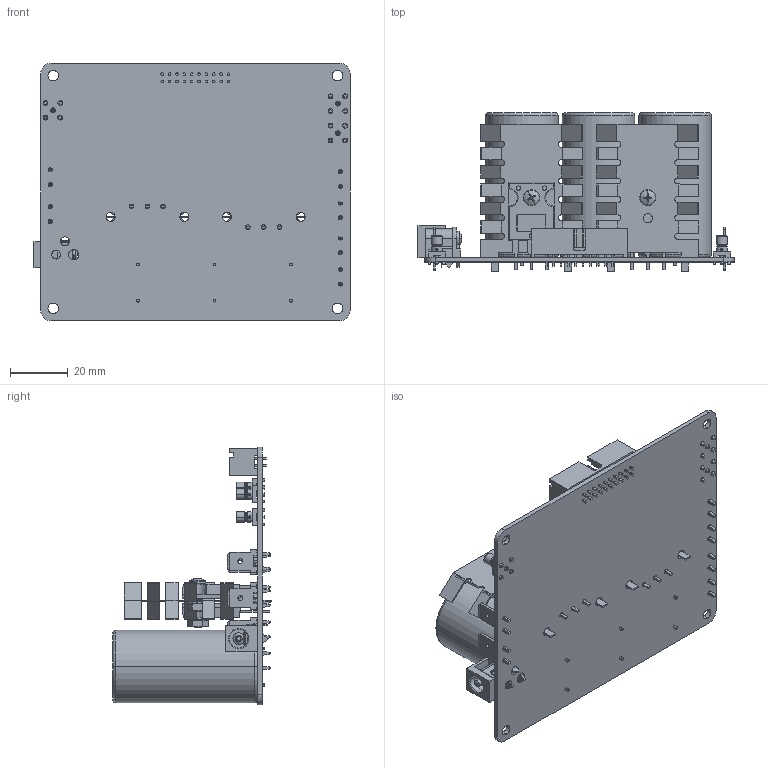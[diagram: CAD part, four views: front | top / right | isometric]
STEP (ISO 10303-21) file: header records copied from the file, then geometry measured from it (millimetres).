
FILE_DESCRIPTION (( 'STEP AP214' ), '1' );
FILE_NAME ('17A100C.STEP', '2022-09-05T12:51:09', ( '' ), ( '' ), 'SwSTEP 2.0', 'SolidWorks 2022', '' );
FILE_SCHEMA (( 'AUTOMOTIVE_DESIGN' ));
Length unit declared in the file: inch
Products named in the file (11): SMB-vertical; 17D100C; 111-4302; 91735A104_316 Stainless Steel Pan Head Phillips Screw_91735A104; 17A100C; TO-247_vertical_line; 465-0016; 4-40 HEX NUT WITH TOOTH WASHER_96278A005; TO-220 heatsink; 250 faston; 457-2042
Assembly tree (23 placements, depth 2):
  17A100C
    17D100C
    250 faston  x6
    457-2042
    TO-220 heatsink  x2
    TO-247_vertical_line  x2
    91735A104_316 Stainless Steel Pan Head Phillips Screw_91735A104  x2
    4-40 HEX NUT WITH TOOTH WASHER_96278A005  x2
    SMB-vertical  x3
    465-0016
    111-4302  x3
Bounding box: 108.99 x 54.75 x 88.9 mm (x, y, z)
Volume: 95763.9 mm3; surface area: 49525.4 mm2
Topology: 23 solids, 24 shells, 1870 faces, 4938 edges, 3214 vertices
Faces by surface type: plane 1055, cylinder 514, cone 166, bspline 105, torus 26, sphere 4
Entity records: 39602 total; most frequent: CARTESIAN_POINT 10517, ORIENTED_EDGE 5586, DIRECTION 5288, EDGE_CURVE 2793, LINE 1838, VECTOR 1838, VERTEX_POINT 1833, AXIS2_PLACEMENT_3D 1725
